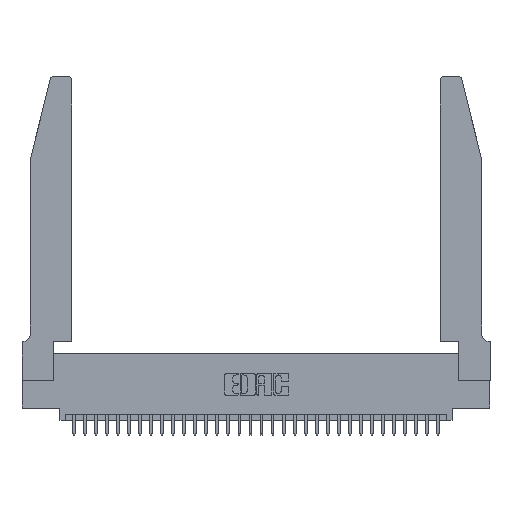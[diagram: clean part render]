
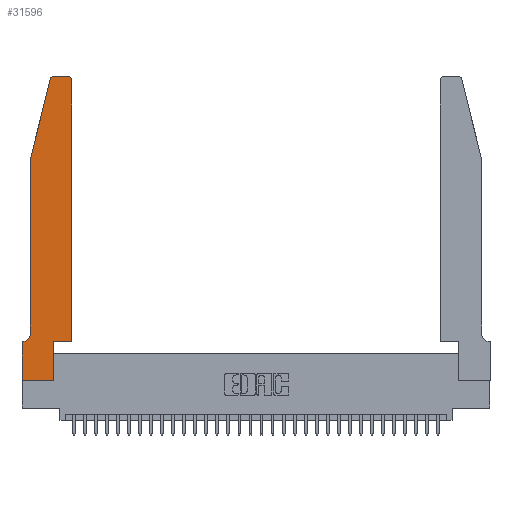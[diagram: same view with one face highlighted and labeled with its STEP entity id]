
A CAD part, top view. The second image highlights one B-rep face of the part: STEP entity #31596.
In plain terms, the highlighted planar face has unit normal (0, 0, 1).
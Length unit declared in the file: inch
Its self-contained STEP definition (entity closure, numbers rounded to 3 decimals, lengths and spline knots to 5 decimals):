
#728 = DIRECTION ( 'NONE',  ( 0., 0., 1. ) ) ;
#907 = CARTESIAN_POINT ( 'NONE',  ( 0.4205, 2.72, 0.37 ) ) ;
#1116 = CARTESIAN_POINT ( 'NONE',  ( 0.284, 2.72, 0.37 ) ) ;
#1181 = LINE ( 'NONE', #20801, #20896 ) ;
#2144 = EDGE_CURVE ( 'NONE', #28539, #12098, #22736, .T. ) ;
#2437 = CARTESIAN_POINT ( 'NONE',  ( 0.4205, 2.75, 0.37 ) ) ;
#3111 = DIRECTION ( 'NONE',  ( -0.239, -0.971, 0. ) ) ;
#3231 = CARTESIAN_POINT ( 'NONE',  ( 0.2865, 0.35, 0.37 ) ) ;
#3265 = DIRECTION ( 'NONE',  ( 1., 0., 0. ) ) ;
#3401 = ORIENTED_EDGE ( 'NONE', *, *, #15904, .T. ) ;
#3456 = CARTESIAN_POINT ( 'NONE',  ( 0.2865, 0.35, 0.37 ) ) ;
#3669 = DIRECTION ( 'NONE',  ( 0., 0., 1. ) ) ;
#3912 = EDGE_LOOP ( 'NONE', ( #7969, #4249, #3401, #20571, #25859, #13020, #32262, #11079, #31426, #14690, #7517, #8888 ) ) ;
#4249 = ORIENTED_EDGE ( 'NONE', *, *, #12709, .T. ) ;
#5405 = EDGE_CURVE ( 'NONE', #11702, #20930, #28088, .T. ) ;
#6141 = EDGE_CURVE ( 'NONE', #21982, #23934, #18633, .T. ) ;
#6165 = CARTESIAN_POINT ( 'NONE',  ( 0.0755, 0.35, 0.37 ) ) ;
#7517 = ORIENTED_EDGE ( 'NONE', *, *, #2144, .T. ) ;
#7521 = DIRECTION ( 'NONE',  ( 0., 0., -1. ) ) ;
#7759 = AXIS2_PLACEMENT_3D ( 'NONE', #907, #8222, #13413 ) ;
#7969 = ORIENTED_EDGE ( 'NONE', *, *, #6141, .T. ) ;
#8125 = CARTESIAN_POINT ( 'NONE',  ( 0.0755, 2., 0.37 ) ) ;
#8222 = DIRECTION ( 'NONE',  ( 0., 0., 1. ) ) ;
#8681 = DIRECTION ( 'NONE',  ( 0., 1., 0. ) ) ;
#8888 = ORIENTED_EDGE ( 'NONE', *, *, #30584, .T. ) ;
#9193 = CARTESIAN_POINT ( 'NONE',  ( 0.25487, 2.72718, 0.37 ) ) ;
#9909 = VECTOR ( 'NONE', #15801, 39.37008 ) ;
#9951 = VECTOR ( 'NONE', #8681, 39.37008 ) ;
#10125 = EDGE_CURVE ( 'NONE', #32232, #24846, #10471, .T. ) ;
#10471 = LINE ( 'NONE', #6165, #14038 ) ;
#11079 = ORIENTED_EDGE ( 'NONE', *, *, #5405, .T. ) ;
#11656 = VERTEX_POINT ( 'NONE', #18846 ) ;
#11702 = VERTEX_POINT ( 'NONE', #24124 ) ;
#12098 = VERTEX_POINT ( 'NONE', #14728 ) ;
#12709 = EDGE_CURVE ( 'NONE', #23934, #17008, #29916, .T. ) ;
#12713 = VERTEX_POINT ( 'NONE', #3231 ) ;
#13020 = ORIENTED_EDGE ( 'NONE', *, *, #10125, .T. ) ;
#13202 = DIRECTION ( 'NONE',  ( 1., 0., 0. ) ) ;
#13413 = DIRECTION ( 'NONE',  ( 1., 0., 0. ) ) ;
#14038 = VECTOR ( 'NONE', #19609, 39.37008 ) ;
#14638 = CARTESIAN_POINT ( 'NONE',  ( 0., 0.35, 0.37 ) ) ;
#14690 = ORIENTED_EDGE ( 'NONE', *, *, #22729, .T. ) ;
#14728 = CARTESIAN_POINT ( 'NONE',  ( 0.4505, 2.72, 0.37 ) ) ;
#14814 = CARTESIAN_POINT ( 'NONE',  ( 0.2605, 2.75, 0.37 ) ) ;
#15677 = CARTESIAN_POINT ( 'NONE',  ( 0.2865, 0., 0.37 ) ) ;
#15801 = DIRECTION ( 'NONE',  ( 0., -1., 0. ) ) ;
#15904 = EDGE_CURVE ( 'NONE', #17008, #18720, #17806, .T. ) ;
#16610 = LINE ( 'NONE', #18415, #9909 ) ;
#17008 = VERTEX_POINT ( 'NONE', #9193 ) ;
#17132 = EDGE_CURVE ( 'NONE', #20930, #12713, #23277, .T. ) ;
#17202 = CARTESIAN_POINT ( 'NONE',  ( 0.0055, 0.42, 0.37 ) ) ;
#17662 = CARTESIAN_POINT ( 'NONE',  ( 0.284, 2.75, 0.37 ) ) ;
#17806 = LINE ( 'NONE', #8125, #31670 ) ;
#18415 = CARTESIAN_POINT ( 'NONE',  ( 0., 0., 0.37 ) ) ;
#18633 = LINE ( 'NONE', #14814, #29284 ) ;
#18720 = VERTEX_POINT ( 'NONE', #22102 ) ;
#18846 = CARTESIAN_POINT ( 'NONE',  ( 0.0755, 0.42, 0.37 ) ) ;
#18879 = DIRECTION ( 'NONE',  ( 1., 0., 0. ) ) ;
#19182 = DIRECTION ( 'NONE',  ( 0., 1., 0. ) ) ;
#19296 = DIRECTION ( 'NONE',  ( 1., 0., 0. ) ) ;
#19609 = DIRECTION ( 'NONE',  ( -1., 0., 0. ) ) ;
#20028 = LINE ( 'NONE', #21950, #26288 ) ;
#20147 = CARTESIAN_POINT ( 'NONE',  ( 0.4505, 0.35, 0.37 ) ) ;
#20571 = ORIENTED_EDGE ( 'NONE', *, *, #25456, .T. ) ;
#20801 = CARTESIAN_POINT ( 'NONE',  ( 0.4505, 0.35, 0.37 ) ) ;
#20896 = VECTOR ( 'NONE', #13202, 39.37008 ) ;
#20930 = VERTEX_POINT ( 'NONE', #15677 ) ;
#21578 = VECTOR ( 'NONE', #19182, 39.37008 ) ;
#21950 = CARTESIAN_POINT ( 'NONE',  ( 0.0755, 2., 0.37 ) ) ;
#21982 = VERTEX_POINT ( 'NONE', #2437 ) ;
#22102 = CARTESIAN_POINT ( 'NONE',  ( 0.0755, 2., 0.37 ) ) ;
#22729 = EDGE_CURVE ( 'NONE', #12713, #28539, #1181, .T. ) ;
#22736 = LINE ( 'NONE', #29299, #21578 ) ;
#23119 = FACE_OUTER_BOUND ( 'NONE', #3912, .T. ) ;
#23277 = LINE ( 'NONE', #3456, #9951 ) ;
#23545 = PLANE ( 'NONE',  #25677 ) ;
#23845 = CARTESIAN_POINT ( 'NONE',  ( 0.0055, 0.35, 0.37 ) ) ;
#23934 = VERTEX_POINT ( 'NONE', #17662 ) ;
#23992 = CIRCLE ( 'NONE', #26654, 0.07 ) ;
#24124 = CARTESIAN_POINT ( 'NONE',  ( 0., 0., 0.37 ) ) ;
#24430 = EDGE_CURVE ( 'NONE', #11656, #32232, #23992, .T. ) ;
#24846 = VERTEX_POINT ( 'NONE', #14638 ) ;
#24963 = AXIS2_PLACEMENT_3D ( 'NONE', #1116, #3669, #18879 ) ;
#25456 = EDGE_CURVE ( 'NONE', #18720, #11656, #20028, .T. ) ;
#25677 = AXIS2_PLACEMENT_3D ( 'NONE', #30947, #728, #3265 ) ;
#25859 = ORIENTED_EDGE ( 'NONE', *, *, #24430, .T. ) ;
#26288 = VECTOR ( 'NONE', #27252, 39.37008 ) ;
#26654 = AXIS2_PLACEMENT_3D ( 'NONE', #17202, #7521, #29766 ) ;
#27252 = DIRECTION ( 'NONE',  ( 0., -1., 0. ) ) ;
#27732 = VECTOR ( 'NONE', #19296, 39.37008 ) ;
#28088 = LINE ( 'NONE', #29530, #27732 ) ;
#28539 = VERTEX_POINT ( 'NONE', #20147 ) ;
#28774 = EDGE_CURVE ( 'NONE', #24846, #11702, #16610, .T. ) ;
#29284 = VECTOR ( 'NONE', #32346, 39.37008 ) ;
#29299 = CARTESIAN_POINT ( 'NONE',  ( 0.4505, 0.35, 0.37 ) ) ;
#29530 = CARTESIAN_POINT ( 'NONE',  ( 0., 0., 0.37 ) ) ;
#29766 = DIRECTION ( 'NONE',  ( -1., 0., 0. ) ) ;
#29916 = CIRCLE ( 'NONE', #24963, 0.03 ) ;
#30584 = EDGE_CURVE ( 'NONE', #12098, #21982, #31892, .T. ) ;
#30947 = CARTESIAN_POINT ( 'NONE',  ( 0., 0.35, 0.37 ) ) ;
#31426 = ORIENTED_EDGE ( 'NONE', *, *, #17132, .T. ) ;
#31596 = ADVANCED_FACE ( 'NONE', ( #23119 ), #23545, .T. ) ;
#31670 = VECTOR ( 'NONE', #3111, 39.37008 ) ;
#31892 = CIRCLE ( 'NONE', #7759, 0.03 ) ;
#32232 = VERTEX_POINT ( 'NONE', #23845 ) ;
#32262 = ORIENTED_EDGE ( 'NONE', *, *, #28774, .T. ) ;
#32346 = DIRECTION ( 'NONE',  ( -1., 0., 0. ) ) ;
